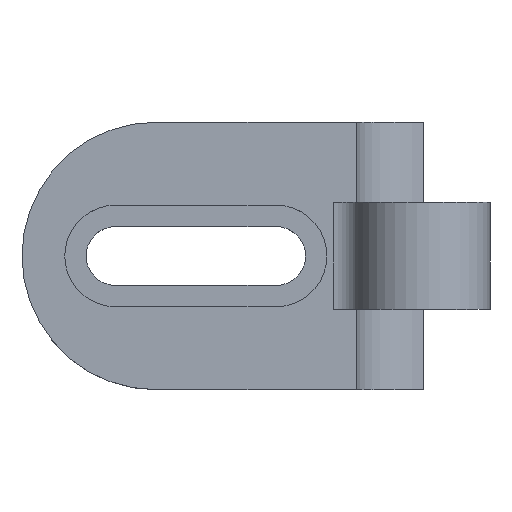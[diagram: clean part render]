
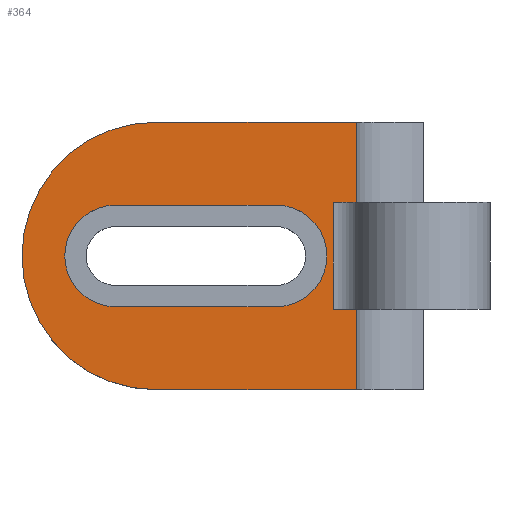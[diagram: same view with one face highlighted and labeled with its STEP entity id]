
A CAD part, top view. The second image highlights one B-rep face of the part: STEP entity #364.
In plain terms, the highlighted planar face has unit normal (0, 0, 1).
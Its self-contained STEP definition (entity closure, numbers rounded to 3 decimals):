
#15=FACE_BOUND('',#55,.T.);
#20=PLANE('',#403);
#33=FACE_OUTER_BOUND('',#54,.T.);
#54=EDGE_LOOP('',(#256,#257,#258,#259,#260,#261,#262,#263));
#55=EDGE_LOOP('',(#264,#265,#266,#267));
#78=LINE('',#560,#110);
#81=LINE('',#572,#113);
#82=LINE('',#574,#114);
#83=LINE('',#576,#115);
#84=LINE('',#580,#116);
#85=LINE('',#582,#117);
#86=LINE('',#583,#118);
#87=LINE('',#586,#119);
#88=LINE('',#590,#120);
#110=VECTOR('',#444,10.);
#113=VECTOR('',#457,10.);
#114=VECTOR('',#458,10.);
#115=VECTOR('',#459,10.);
#116=VECTOR('',#462,10.);
#117=VECTOR('',#463,10.);
#118=VECTOR('',#464,10.);
#119=VECTOR('',#465,10.);
#120=VECTOR('',#468,10.);
#146=CIRCLE('',#404,10.);
#147=CIRCLE('',#405,3.8);
#148=CIRCLE('',#406,3.8);
#162=VERTEX_POINT('',#556);
#164=VERTEX_POINT('',#559);
#168=VERTEX_POINT('',#571);
#169=VERTEX_POINT('',#573);
#170=VERTEX_POINT('',#575);
#171=VERTEX_POINT('',#577);
#172=VERTEX_POINT('',#579);
#173=VERTEX_POINT('',#581);
#174=VERTEX_POINT('',#584);
#175=VERTEX_POINT('',#585);
#176=VERTEX_POINT('',#587);
#177=VERTEX_POINT('',#589);
#197=EDGE_CURVE('',#162,#164,#78,.T.);
#203=EDGE_CURVE('',#162,#168,#81,.T.);
#204=EDGE_CURVE('',#168,#169,#82,.T.);
#205=EDGE_CURVE('',#169,#170,#83,.T.);
#206=EDGE_CURVE('',#171,#170,#146,.T.);
#207=EDGE_CURVE('',#172,#171,#84,.T.);
#208=EDGE_CURVE('',#172,#173,#85,.T.);
#209=EDGE_CURVE('',#173,#164,#86,.T.);
#210=EDGE_CURVE('',#174,#175,#87,.T.);
#211=EDGE_CURVE('',#175,#176,#147,.T.);
#212=EDGE_CURVE('',#176,#177,#88,.T.);
#213=EDGE_CURVE('',#177,#174,#148,.T.);
#256=ORIENTED_EDGE('',*,*,#203,.T.);
#257=ORIENTED_EDGE('',*,*,#204,.T.);
#258=ORIENTED_EDGE('',*,*,#205,.T.);
#259=ORIENTED_EDGE('',*,*,#206,.F.);
#260=ORIENTED_EDGE('',*,*,#207,.F.);
#261=ORIENTED_EDGE('',*,*,#208,.T.);
#262=ORIENTED_EDGE('',*,*,#209,.T.);
#263=ORIENTED_EDGE('',*,*,#197,.F.);
#264=ORIENTED_EDGE('',*,*,#210,.T.);
#265=ORIENTED_EDGE('',*,*,#211,.T.);
#266=ORIENTED_EDGE('',*,*,#212,.T.);
#267=ORIENTED_EDGE('',*,*,#213,.T.);
#364=ADVANCED_FACE('',(#33,#15),#20,.T.);
#403=AXIS2_PLACEMENT_3D('',#570,#455,#456);
#404=AXIS2_PLACEMENT_3D('',#578,#460,#461);
#405=AXIS2_PLACEMENT_3D('',#588,#466,#467);
#406=AXIS2_PLACEMENT_3D('',#591,#469,#470);
#444=DIRECTION('',(0.,-1.,0.));
#455=DIRECTION('center_axis',(0.,0.,1.));
#456=DIRECTION('ref_axis',(1.,0.,0.));
#457=DIRECTION('',(1.,0.,0.));
#458=DIRECTION('',(0.,1.,0.));
#459=DIRECTION('',(-1.,0.,0.));
#460=DIRECTION('center_axis',(0.,0.,-1.));
#461=DIRECTION('ref_axis',(-0.707,0.707,0.));
#462=DIRECTION('',(-1.,0.,0.));
#463=DIRECTION('',(0.,1.,0.));
#464=DIRECTION('',(-1.,0.,0.));
#465=DIRECTION('',(-1.,0.,0.));
#466=DIRECTION('center_axis',(0.,0.,-1.));
#467=DIRECTION('ref_axis',(-1.,0.,0.));
#468=DIRECTION('',(1.,0.,0.));
#469=DIRECTION('center_axis',(0.,0.,-1.));
#470=DIRECTION('ref_axis',(-1.,0.,0.));
#556=CARTESIAN_POINT('',(-6.708,14.,5.));
#559=CARTESIAN_POINT('',(-6.708,6.,5.));
#560=CARTESIAN_POINT('',(-6.708,0.,5.));
#570=CARTESIAN_POINT('Origin',(-20.,0.,5.));
#571=CARTESIAN_POINT('',(-5.,14.,5.));
#572=CARTESIAN_POINT('',(-10.,14.,5.));
#573=CARTESIAN_POINT('',(-5.,20.,5.));
#574=CARTESIAN_POINT('',(-5.,0.,5.));
#575=CARTESIAN_POINT('',(-20.,20.,5.));
#576=CARTESIAN_POINT('',(-20.,20.,5.));
#577=CARTESIAN_POINT('',(-20.,0.,5.));
#578=CARTESIAN_POINT('Origin',(-20.,10.,5.));
#579=CARTESIAN_POINT('',(-5.,0.,5.));
#580=CARTESIAN_POINT('',(-20.,0.,5.));
#581=CARTESIAN_POINT('',(-5.,6.,5.));
#582=CARTESIAN_POINT('',(-5.,0.,5.));
#583=CARTESIAN_POINT('',(-10.,6.,5.));
#584=CARTESIAN_POINT('',(-11.,6.2,5.));
#585=CARTESIAN_POINT('',(-23.,6.2,5.));
#586=CARTESIAN_POINT('',(-15.5,6.2,5.));
#587=CARTESIAN_POINT('',(-23.,13.8,5.));
#588=CARTESIAN_POINT('Origin',(-23.,10.,5.));
#589=CARTESIAN_POINT('',(-11.,13.8,5.));
#590=CARTESIAN_POINT('',(-21.5,13.8,5.));
#591=CARTESIAN_POINT('Origin',(-11.,10.,5.));
